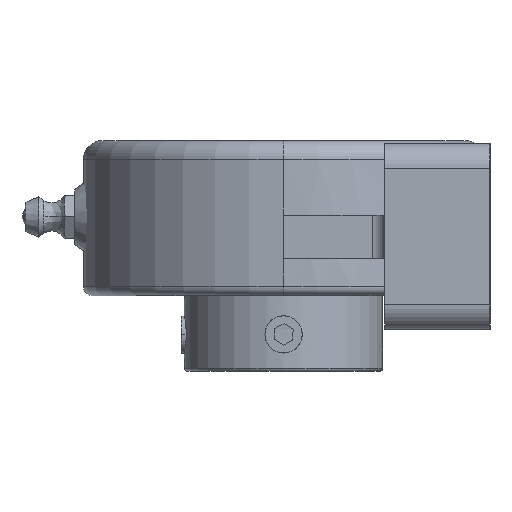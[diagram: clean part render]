
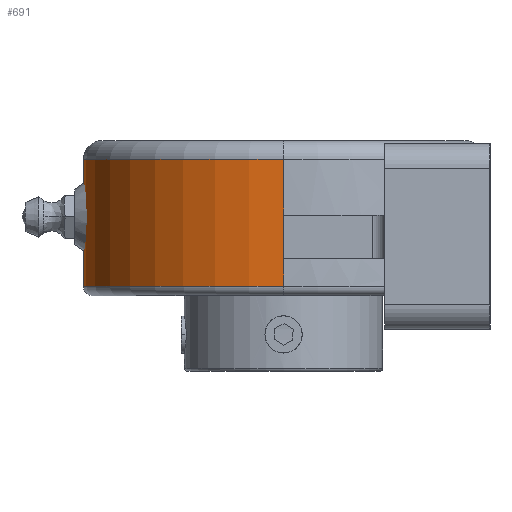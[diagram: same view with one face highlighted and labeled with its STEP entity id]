
A CAD part, left-side view. The second image highlights one B-rep face of the part: STEP entity #691.
In plain terms, the highlighted cylindrical face has radius 32.3 mm (diameter 64.6 mm), a partial arc.
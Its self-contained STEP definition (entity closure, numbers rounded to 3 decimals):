
#2 = VECTOR ( 'NONE', #2438, 1000. ) ;
#23 = CARTESIAN_POINT ( 'NONE',  ( -32.3, 16.3, -8. ) ) ;
#46 = DIRECTION ( 'NONE',  ( 1., 0., 0. ) ) ;
#55 = VECTOR ( 'NONE', #542, 1000. ) ;
#216 = VERTEX_POINT ( 'NONE', #2029 ) ;
#242 = LINE ( 'NONE', #920, #2 ) ;
#298 = LINE ( 'NONE', #4606, #55 ) ;
#536 = CARTESIAN_POINT ( 'NONE',  ( 32.3, 16.3, 3.5 ) ) ;
#542 = DIRECTION ( 'NONE',  ( 0., 0., -1. ) ) ;
#592 = LINE ( 'NONE', #2787, #4513 ) ;
#631 = CARTESIAN_POINT ( 'NONE',  ( 32.3, 16.3, -8. ) ) ;
#662 = FACE_OUTER_BOUND ( 'NONE', #1883, .T. ) ;
#691 = ADVANCED_FACE ( 'NONE', ( #662 ), #3583, .T. ) ;
#713 = VERTEX_POINT ( 'NONE', #991 ) ;
#731 = ORIENTED_EDGE ( 'NONE', *, *, #2182, .T. ) ;
#838 = ORIENTED_EDGE ( 'NONE', *, *, #1983, .F. ) ;
#918 = AXIS2_PLACEMENT_3D ( 'NONE', #3581, #1344, #1728 ) ;
#920 = CARTESIAN_POINT ( 'NONE',  ( -32.3, 16.3, -9.5 ) ) ;
#991 = CARTESIAN_POINT ( 'NONE',  ( -32.3, 16.3, -3.5 ) ) ;
#1021 = ORIENTED_EDGE ( 'NONE', *, *, #3486, .T. ) ;
#1069 = CARTESIAN_POINT ( 'NONE',  ( -32.3, 16.3, 3.5 ) ) ;
#1092 = DIRECTION ( 'NONE',  ( 0., 0., -1. ) ) ;
#1095 = VECTOR ( 'NONE', #1387, 1000. ) ;
#1344 = DIRECTION ( 'NONE',  ( 0., 0., 1. ) ) ;
#1387 = DIRECTION ( 'NONE',  ( 0., 0., 1. ) ) ;
#1587 = DIRECTION ( 'NONE',  ( 0., 0., -1. ) ) ;
#1674 = EDGE_CURVE ( 'NONE', #2163, #216, #3018, .T. ) ;
#1728 = DIRECTION ( 'NONE',  ( 1., 0., 0. ) ) ;
#1800 = CARTESIAN_POINT ( 'NONE',  ( 32.3, 16.3, 12.5 ) ) ;
#1883 = EDGE_LOOP ( 'NONE', ( #731, #1021, #3339, #4712, #2581, #838, #2706, #4082 ) ) ;
#1958 = DIRECTION ( 'NONE',  ( 1., 0., 0. ) ) ;
#1972 = AXIS2_PLACEMENT_3D ( 'NONE', #4499, #1587, #46 ) ;
#1983 = EDGE_CURVE ( 'NONE', #3385, #3613, #3752, .T. ) ;
#1994 = DIRECTION ( 'NONE',  ( 0., 0., 1. ) ) ;
#2029 = CARTESIAN_POINT ( 'NONE',  ( -32.3, 16.3, 12.5 ) ) ;
#2056 = CARTESIAN_POINT ( 'NONE',  ( 32.3, 16.3, -3.5 ) ) ;
#2163 = VERTEX_POINT ( 'NONE', #2647 ) ;
#2182 = EDGE_CURVE ( 'NONE', #2784, #4605, #4510, .T. ) ;
#2230 = AXIS2_PLACEMENT_3D ( 'NONE', #3434, #1994, #1958 ) ;
#2438 = DIRECTION ( 'NONE',  ( 0., 0., 1. ) ) ;
#2581 = ORIENTED_EDGE ( 'NONE', *, *, #3907, .T. ) ;
#2597 = VECTOR ( 'NONE', #2727, 1000. ) ;
#2647 = CARTESIAN_POINT ( 'NONE',  ( -32.3, 16.3, 3.5 ) ) ;
#2700 = EDGE_CURVE ( 'NONE', #2784, #4378, #592, .T. ) ;
#2706 = ORIENTED_EDGE ( 'NONE', *, *, #3255, .T. ) ;
#2727 = DIRECTION ( 'NONE',  ( 0., 0., 1. ) ) ;
#2784 = VERTEX_POINT ( 'NONE', #631 ) ;
#2787 = CARTESIAN_POINT ( 'NONE',  ( 32.3, 16.3, -9.5 ) ) ;
#2933 = LINE ( 'NONE', #1069, #3294 ) ;
#3018 = LINE ( 'NONE', #3292, #1095 ) ;
#3255 = EDGE_CURVE ( 'NONE', #3385, #4378, #298, .T. ) ;
#3292 = CARTESIAN_POINT ( 'NONE',  ( -32.3, 16.3, -9.5 ) ) ;
#3294 = VECTOR ( 'NONE', #1092, 1000. ) ;
#3339 = ORIENTED_EDGE ( 'NONE', *, *, #4625, .F. ) ;
#3385 = VERTEX_POINT ( 'NONE', #536 ) ;
#3423 = CIRCLE ( 'NONE', #1972, 32.3 ) ;
#3434 = CARTESIAN_POINT ( 'NONE',  ( 0., 16.3, -8. ) ) ;
#3486 = EDGE_CURVE ( 'NONE', #4605, #713, #242, .T. ) ;
#3581 = CARTESIAN_POINT ( 'NONE',  ( 0., 16.3, -9.5 ) ) ;
#3583 = CYLINDRICAL_SURFACE ( 'NONE', #918, 32.3 ) ;
#3613 = VERTEX_POINT ( 'NONE', #1800 ) ;
#3752 = LINE ( 'NONE', #3805, #2597 ) ;
#3805 = CARTESIAN_POINT ( 'NONE',  ( 32.3, 16.3, -9.5 ) ) ;
#3907 = EDGE_CURVE ( 'NONE', #216, #3613, #3423, .T. ) ;
#4082 = ORIENTED_EDGE ( 'NONE', *, *, #2700, .F. ) ;
#4378 = VERTEX_POINT ( 'NONE', #2056 ) ;
#4499 = CARTESIAN_POINT ( 'NONE',  ( 0., 16.3, 12.5 ) ) ;
#4510 = CIRCLE ( 'NONE', #2230, 32.3 ) ;
#4513 = VECTOR ( 'NONE', #4685, 1000. ) ;
#4605 = VERTEX_POINT ( 'NONE', #23 ) ;
#4606 = CARTESIAN_POINT ( 'NONE',  ( 32.3, 16.3, 3.5 ) ) ;
#4625 = EDGE_CURVE ( 'NONE', #2163, #713, #2933, .T. ) ;
#4685 = DIRECTION ( 'NONE',  ( 0., 0., 1. ) ) ;
#4712 = ORIENTED_EDGE ( 'NONE', *, *, #1674, .T. ) ;
